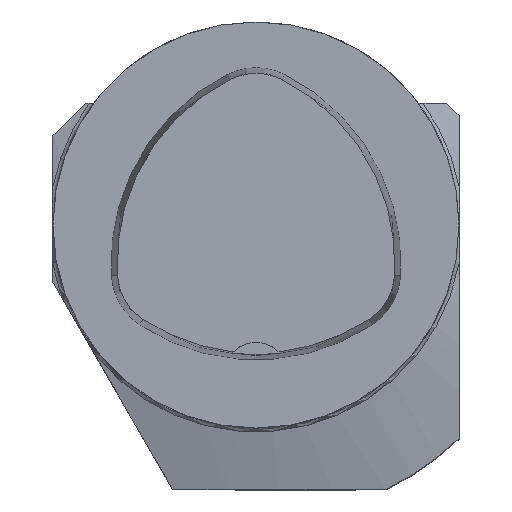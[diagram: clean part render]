
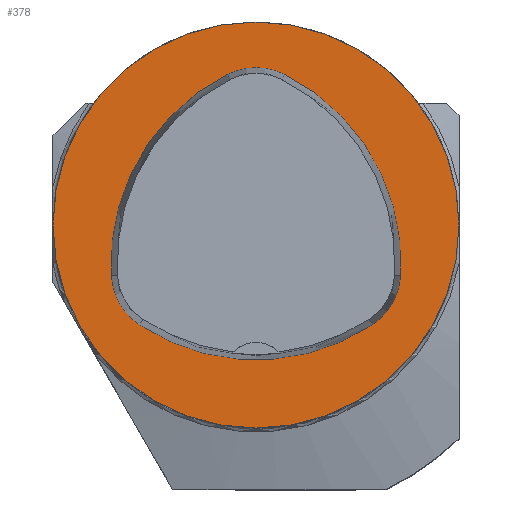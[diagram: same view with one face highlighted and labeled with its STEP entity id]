
A CAD part, top view. The second image highlights one B-rep face of the part: STEP entity #378.
In plain terms, the highlighted planar face has unit normal (0, 0, 1).
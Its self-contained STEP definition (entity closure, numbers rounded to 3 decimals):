
#378=ADVANCED_FACE('',(#735,#736),#455,.T.);
#455=PLANE('',#2170);
#735=FACE_BOUND('',#869,.T.);
#736=FACE_BOUND('',#870,.T.);
#869=EDGE_LOOP('',(#1345));
#870=EDGE_LOOP('',(#1346,#1347,#1348,#1349,#1350,#1351));
#1345=ORIENTED_EDGE('',*,*,#1639,.F.);
#1346=ORIENTED_EDGE('',*,*,#1844,.T.);
#1347=ORIENTED_EDGE('',*,*,#1845,.T.);
#1348=ORIENTED_EDGE('',*,*,#1846,.T.);
#1349=ORIENTED_EDGE('',*,*,#1847,.T.);
#1350=ORIENTED_EDGE('',*,*,#1848,.T.);
#1351=ORIENTED_EDGE('',*,*,#1849,.T.);
#1465=VERTEX_POINT('',#2861);
#1593=VERTEX_POINT('',#3534);
#1594=VERTEX_POINT('',#3535);
#1595=VERTEX_POINT('',#3537);
#1596=VERTEX_POINT('',#3539);
#1597=VERTEX_POINT('',#3541);
#1598=VERTEX_POINT('',#3543);
#1639=EDGE_CURVE('',#1465,#1465,#1888,.T.);
#1844=EDGE_CURVE('',#1593,#1594,#1942,.T.);
#1845=EDGE_CURVE('',#1594,#1595,#1943,.T.);
#1846=EDGE_CURVE('',#1595,#1596,#1944,.T.);
#1847=EDGE_CURVE('',#1596,#1597,#1945,.T.);
#1848=EDGE_CURVE('',#1597,#1598,#1946,.T.);
#1849=EDGE_CURVE('',#1598,#1593,#1947,.T.);
#1888=CIRCLE('',#2009,50.);
#1942=CIRCLE('',#2164,15.5);
#1943=CIRCLE('',#2165,52.);
#1944=CIRCLE('',#2166,15.5);
#1945=CIRCLE('',#2167,52.);
#1946=CIRCLE('',#2168,15.5);
#1947=CIRCLE('',#2169,52.);
#2009=AXIS2_PLACEMENT_3D('',#2860,#2260,#2261);
#2164=AXIS2_PLACEMENT_3D('',#3533,#2654,#2655);
#2165=AXIS2_PLACEMENT_3D('',#3536,#2656,#2657);
#2166=AXIS2_PLACEMENT_3D('',#3538,#2658,#2659);
#2167=AXIS2_PLACEMENT_3D('',#3540,#2660,#2661);
#2168=AXIS2_PLACEMENT_3D('',#3542,#2662,#2663);
#2169=AXIS2_PLACEMENT_3D('',#3544,#2664,#2665);
#2170=AXIS2_PLACEMENT_3D('',#3545,#2666,#2667);
#2260=DIRECTION('',(0.,0.,-1.));
#2261=DIRECTION('',(-1.,0.,0.));
#2654=DIRECTION('',(0.,0.,-1.));
#2655=DIRECTION('',(-0.5,0.866,0.));
#2656=DIRECTION('',(0.,0.,-1.));
#2657=DIRECTION('',(-0.5,0.866,0.));
#2658=DIRECTION('',(0.,0.,-1.));
#2659=DIRECTION('',(-0.5,0.866,0.));
#2660=DIRECTION('',(0.,0.,-1.));
#2661=DIRECTION('',(-0.5,0.866,0.));
#2662=DIRECTION('',(0.,0.,-1.));
#2663=DIRECTION('',(-0.5,0.866,0.));
#2664=DIRECTION('',(0.,0.,-1.));
#2665=DIRECTION('',(-0.5,0.866,0.));
#2666=DIRECTION('',(0.,0.,1.));
#2667=DIRECTION('',(1.,0.,0.));
#2860=CARTESIAN_POINT('',(0.,0.,0.));
#2861=CARTESIAN_POINT('',(-50.,0.,0.));
#3533=CARTESIAN_POINT('',(20.135,-11.625,0.));
#3534=CARTESIAN_POINT('',(35.607,-12.566,0.));
#3535=CARTESIAN_POINT('',(28.686,-24.553,0.));
#3536=CARTESIAN_POINT('',(0.,18.819,0.));
#3537=CARTESIAN_POINT('',(-28.686,-24.553,0.));
#3538=CARTESIAN_POINT('',(-20.135,-11.625,0.));
#3539=CARTESIAN_POINT('',(-35.607,-12.566,0.));
#3540=CARTESIAN_POINT('',(16.298,-9.409,0.));
#3541=CARTESIAN_POINT('',(-6.921,37.119,0.));
#3542=CARTESIAN_POINT('',(0.,23.25,0.));
#3543=CARTESIAN_POINT('',(6.921,37.119,0.));
#3544=CARTESIAN_POINT('',(-16.298,-9.409,0.));
#3545=CARTESIAN_POINT('',(0.,0.,0.));
